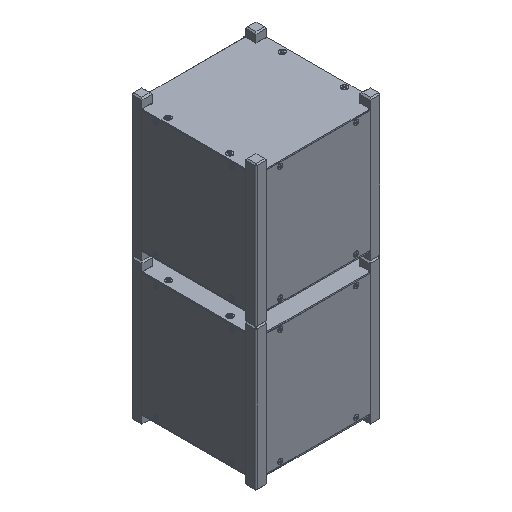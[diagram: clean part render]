
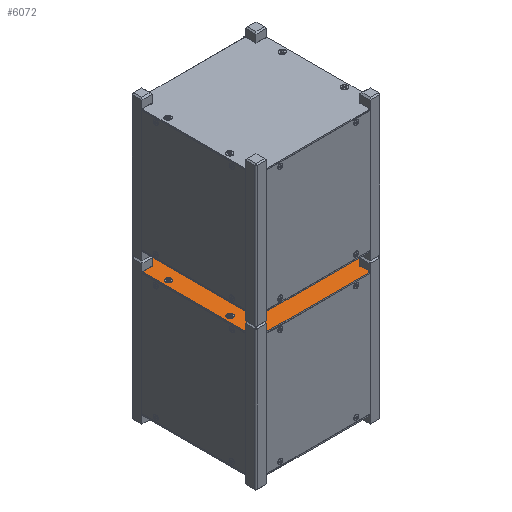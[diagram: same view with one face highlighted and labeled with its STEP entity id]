
A CAD part, isometric view. The second image highlights one B-rep face of the part: STEP entity #6072.
In plain terms, the highlighted face is planar.
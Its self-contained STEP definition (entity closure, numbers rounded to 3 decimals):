
#6072=ADVANCED_FACE('',(#14013,#14015,#14017,#14019,#14021),#14023,.T.);
#14013=FACE_BOUND('',#14014,.T.);
#14014=EDGE_LOOP('',(#22952,#22953,#22954,#22955,#22956,#22957,#22958,#22959,#22960,
#22961,#22962,#22963));
#14015=FACE_BOUND('',#14016,.T.);
#14016=EDGE_LOOP('',(#22964,#22965,#22966));
#14017=FACE_BOUND('',#14018,.T.);
#14018=EDGE_LOOP('',(#22967,#22968,#22969));
#14019=FACE_BOUND('',#14020,.T.);
#14020=EDGE_LOOP('',(#22970,#22971,#22972));
#14021=FACE_BOUND('',#14022,.T.);
#14022=EDGE_LOOP('',(#22973,#22974,#22975));
#14023=PLANE('',#14024);
#14024=AXIS2_PLACEMENT_3D('',#14025,#14026,#14027);
#14025=CARTESIAN_POINT('',(-41.5,1.,50.));
#14026=DIRECTION('',(0.,1.,0.));
#14027=DIRECTION('',(0.984,0.,-0.176));
#22952=ORIENTED_EDGE('',*,*,#27766,.T.);
#22953=ORIENTED_EDGE('',*,*,#27767,.T.);
#22954=ORIENTED_EDGE('',*,*,#27768,.T.);
#22955=ORIENTED_EDGE('',*,*,#27769,.T.);
#22956=ORIENTED_EDGE('',*,*,#27770,.T.);
#22957=ORIENTED_EDGE('',*,*,#27771,.T.);
#22958=ORIENTED_EDGE('',*,*,#27772,.T.);
#22959=ORIENTED_EDGE('',*,*,#27773,.T.);
#22960=ORIENTED_EDGE('',*,*,#27774,.T.);
#22961=ORIENTED_EDGE('',*,*,#27775,.T.);
#22962=ORIENTED_EDGE('',*,*,#27776,.T.);
#22963=ORIENTED_EDGE('',*,*,#27777,.T.);
#22964=ORIENTED_EDGE('',*,*,#27778,.T.);
#22965=ORIENTED_EDGE('',*,*,#27779,.T.);
#22966=ORIENTED_EDGE('',*,*,#27780,.T.);
#22967=ORIENTED_EDGE('',*,*,#27781,.T.);
#22968=ORIENTED_EDGE('',*,*,#27782,.T.);
#22969=ORIENTED_EDGE('',*,*,#27783,.T.);
#22970=ORIENTED_EDGE('',*,*,#27784,.T.);
#22971=ORIENTED_EDGE('',*,*,#27785,.T.);
#22972=ORIENTED_EDGE('',*,*,#27786,.T.);
#22973=ORIENTED_EDGE('',*,*,#27787,.T.);
#22974=ORIENTED_EDGE('',*,*,#27788,.T.);
#22975=ORIENTED_EDGE('',*,*,#27789,.T.);
#27766=EDGE_CURVE('',#31601,#31602,#31603,.T.);
#27767=EDGE_CURVE('',#31602,#31604,#31605,.T.);
#27768=EDGE_CURVE('',#31604,#31606,#31607,.T.);
#27769=EDGE_CURVE('',#31608,#31609,#31610,.T.);
#27770=EDGE_CURVE('',#31609,#31611,#31612,.T.);
#27771=EDGE_CURVE('',#31611,#31613,#31614,.T.);
#27772=EDGE_CURVE('',#31613,#31615,#31616,.T.);
#27773=EDGE_CURVE('',#31615,#31617,#31618,.T.);
#27774=EDGE_CURVE('',#31617,#31619,#31620,.T.);
#27775=EDGE_CURVE('',#31621,#31622,#31623,.T.);
#27776=EDGE_CURVE('',#31622,#31624,#31625,.T.);
#27777=EDGE_CURVE('',#31626,#31601,#31627,.T.);
#27778=EDGE_CURVE('',#31628,#31595,#31629,.F.);
#27779=EDGE_CURVE('',#31598,#31589,#31630,.F.);
#27780=EDGE_CURVE('',#31592,#31628,#31631,.F.);
#27781=EDGE_CURVE('',#31632,#31559,#31633,.F.);
#27782=EDGE_CURVE('',#31562,#31553,#31634,.F.);
#27783=EDGE_CURVE('',#31556,#31632,#31635,.F.);
#27784=EDGE_CURVE('',#31586,#31636,#31637,.F.);
#27785=EDGE_CURVE('',#31636,#31577,#31638,.F.);
#27786=EDGE_CURVE('',#31580,#31583,#31639,.F.);
#27787=EDGE_CURVE('',#31574,#31640,#31641,.F.);
#27788=EDGE_CURVE('',#31640,#31565,#31642,.F.);
#27789=EDGE_CURVE('',#31568,#31571,#31643,.F.);
#31553=VERTEX_POINT('',#41637);
#31556=VERTEX_POINT('',#41642);
#31559=VERTEX_POINT('',#41649);
#31562=VERTEX_POINT('',#41654);
#31565=VERTEX_POINT('',#41661);
#31568=VERTEX_POINT('',#41666);
#31571=VERTEX_POINT('',#41673);
#31574=VERTEX_POINT('',#41678);
#31577=VERTEX_POINT('',#41685);
#31580=VERTEX_POINT('',#41690);
#31583=VERTEX_POINT('',#41697);
#31586=VERTEX_POINT('',#41702);
#31589=VERTEX_POINT('',#41709);
#31592=VERTEX_POINT('',#41714);
#31595=VERTEX_POINT('',#41721);
#31598=VERTEX_POINT('',#41726);
#31601=VERTEX_POINT('',#41733);
#31602=VERTEX_POINT('',#41734);
#31603=LINE('',#41735,#41736);
#31604=VERTEX_POINT('',#41738);
#31605=LINE('',#41739,#41740);
#31606=VERTEX_POINT('',#41742);
#31607=LINE('',#41743,#41744);
#31608=VERTEX_POINT('',#41746);
#31609=VERTEX_POINT('',#41747);
#31610=LINE('',#41748,#41749);
#31611=VERTEX_POINT('',#41751);
#31612=LINE('',#41752,#41753);
#31613=VERTEX_POINT('',#41755);
#31614=LINE('',#41756,#41757);
#31615=VERTEX_POINT('',#41759);
#31616=LINE('',#41760,#41761);
#31617=VERTEX_POINT('',#41763);
#31618=LINE('',#41764,#41765);
#31619=VERTEX_POINT('',#41767);
#31620=LINE('',#41768,#41769);
#31621=VERTEX_POINT('',#41771);
#31622=VERTEX_POINT('',#41772);
#31623=LINE('',#41773,#41774);
#31624=VERTEX_POINT('',#41776);
#31625=LINE('',#41777,#41778);
#31626=VERTEX_POINT('',#41780);
#31627=LINE('',#41781,#41782);
#31628=VERTEX_POINT('',#41784);
#31629=CIRCLE('',#41785,1.25);
#31630=CIRCLE('',#41789,1.25);
#31631=CIRCLE('',#41793,1.25);
#31632=VERTEX_POINT('',#41797);
#31633=CIRCLE('',#41798,1.25);
#31634=CIRCLE('',#41802,1.25);
#31635=CIRCLE('',#41806,1.25);
#31636=VERTEX_POINT('',#41810);
#31637=CIRCLE('',#41811,1.25);
#31638=CIRCLE('',#41815,1.25);
#31639=CIRCLE('',#41819,1.25);
#31640=VERTEX_POINT('',#41823);
#31641=CIRCLE('',#41824,1.25);
#31642=CIRCLE('',#41828,1.25);
#31643=CIRCLE('',#41832,1.25);
#41637=CARTESIAN_POINT('',(23.816,1.,44.866));
#41642=CARTESIAN_POINT('',(23.816,1.,44.866));
#41649=CARTESIAN_POINT('',(23.816,1.,46.634));
#41654=CARTESIAN_POINT('',(23.816,1.,46.634));
#41661=CARTESIAN_POINT('',(-23.816,1.,44.866));
#41666=CARTESIAN_POINT('',(-23.816,1.,44.866));
#41673=CARTESIAN_POINT('',(-23.816,1.,46.634));
#41678=CARTESIAN_POINT('',(-23.816,1.,46.634));
#41685=CARTESIAN_POINT('',(-23.816,1.,-46.634));
#41690=CARTESIAN_POINT('',(-23.816,1.,-46.634));
#41697=CARTESIAN_POINT('',(-23.816,1.,-44.866));
#41702=CARTESIAN_POINT('',(-23.816,1.,-44.866));
#41709=CARTESIAN_POINT('',(23.816,1.,-46.634));
#41714=CARTESIAN_POINT('',(23.816,1.,-46.634));
#41721=CARTESIAN_POINT('',(23.816,1.,-44.866));
#41726=CARTESIAN_POINT('',(23.816,1.,-44.866));
#41733=CARTESIAN_POINT('',(-41.5,1.,41.5));
#41734=CARTESIAN_POINT('',(-41.5,1.,50.));
#41735=CARTESIAN_POINT('',(-41.5,1.,41.5));
#41736=VECTOR('',#41737,1.);
#41737=DIRECTION('',(0.,0.,1.));
#41738=CARTESIAN_POINT('',(41.5,1.,50.));
#41739=CARTESIAN_POINT('',(-41.5,1.,50.));
#41740=VECTOR('',#41741,1.);
#41741=DIRECTION('',(1.,0.,0.));
#41742=CARTESIAN_POINT('',(41.5,1.,41.5));
#41743=CARTESIAN_POINT('',(41.5,1.,50.));
#41744=VECTOR('',#41745,1.);
#41745=DIRECTION('',(0.,0.,-1.));
#41746=CARTESIAN_POINT('',(41.5,1.,41.5));
#41747=CARTESIAN_POINT('',(50.,1.,41.5));
#41748=CARTESIAN_POINT('',(41.5,1.,41.5));
#41749=VECTOR('',#41750,1.);
#41750=DIRECTION('',(1.,0.,0.));
#41751=CARTESIAN_POINT('',(50.,1.,-41.5));
#41752=CARTESIAN_POINT('',(50.,1.,41.5));
#41753=VECTOR('',#41754,1.);
#41754=DIRECTION('',(0.,0.,-1.));
#41755=CARTESIAN_POINT('',(41.5,1.,-41.5));
#41756=CARTESIAN_POINT('',(50.,1.,-41.5));
#41757=VECTOR('',#41758,1.);
#41758=DIRECTION('',(-1.,0.,0.));
#41759=CARTESIAN_POINT('',(41.5,1.,-50.));
#41760=CARTESIAN_POINT('',(41.5,1.,-41.5));
#41761=VECTOR('',#41762,1.);
#41762=DIRECTION('',(0.,0.,-1.));
#41763=CARTESIAN_POINT('',(-41.5,1.,-50.));
#41764=CARTESIAN_POINT('',(41.5,1.,-50.));
#41765=VECTOR('',#41766,1.);
#41766=DIRECTION('',(-1.,0.,0.));
#41767=CARTESIAN_POINT('',(-41.5,1.,-41.5));
#41768=CARTESIAN_POINT('',(-41.5,1.,-50.));
#41769=VECTOR('',#41770,1.);
#41770=DIRECTION('',(0.,0.,1.));
#41771=CARTESIAN_POINT('',(-41.5,1.,-41.5));
#41772=CARTESIAN_POINT('',(-50.,1.,-41.5));
#41773=CARTESIAN_POINT('',(-41.5,1.,-41.5));
#41774=VECTOR('',#41775,1.);
#41775=DIRECTION('',(-1.,0.,0.));
#41776=CARTESIAN_POINT('',(-50.,1.,41.5));
#41777=CARTESIAN_POINT('',(-50.,1.,-41.5));
#41778=VECTOR('',#41779,1.);
#41779=DIRECTION('',(0.,0.,1.));
#41780=CARTESIAN_POINT('',(-50.,1.,41.5));
#41781=CARTESIAN_POINT('',(-50.,1.,41.5));
#41782=VECTOR('',#41783,1.);
#41783=DIRECTION('',(1.,0.,0.));
#41784=CARTESIAN_POINT('',(24.7,1.,-44.5));
#41785=AXIS2_PLACEMENT_3D('',#41786,#41787,#41788);
#41786=CARTESIAN_POINT('',(24.7,1.,-45.75));
#41787=DIRECTION('',(0.,1.,0.));
#41788=DIRECTION('',(-0.707,0.,0.707));
#41789=AXIS2_PLACEMENT_3D('',#41790,#41791,#41792);
#41790=CARTESIAN_POINT('',(24.7,1.,-45.75));
#41791=DIRECTION('',(0.,1.,0.));
#41792=DIRECTION('',(-0.707,0.,-0.707));
#41793=AXIS2_PLACEMENT_3D('',#41794,#41795,#41796);
#41794=CARTESIAN_POINT('',(24.7,1.,-45.75));
#41795=DIRECTION('',(0.,1.,0.));
#41796=DIRECTION('',(0.,0.,1.));
#41797=CARTESIAN_POINT('',(24.7,1.,47.));
#41798=AXIS2_PLACEMENT_3D('',#41799,#41800,#41801);
#41799=CARTESIAN_POINT('',(24.7,1.,45.75));
#41800=DIRECTION('',(0.,1.,0.));
#41801=DIRECTION('',(-0.707,0.,0.707));
#41802=AXIS2_PLACEMENT_3D('',#41803,#41804,#41805);
#41803=CARTESIAN_POINT('',(24.7,1.,45.75));
#41804=DIRECTION('',(0.,1.,0.));
#41805=DIRECTION('',(-0.707,0.,-0.707));
#41806=AXIS2_PLACEMENT_3D('',#41807,#41808,#41809);
#41807=CARTESIAN_POINT('',(24.7,1.,45.75));
#41808=DIRECTION('',(0.,1.,0.));
#41809=DIRECTION('',(0.,0.,1.));
#41810=CARTESIAN_POINT('',(-24.7,1.,-44.5));
#41811=AXIS2_PLACEMENT_3D('',#41812,#41813,#41814);
#41812=CARTESIAN_POINT('',(-24.7,1.,-45.75));
#41813=DIRECTION('',(0.,1.,0.));
#41814=DIRECTION('',(0.,0.,1.));
#41815=AXIS2_PLACEMENT_3D('',#41816,#41817,#41818);
#41816=CARTESIAN_POINT('',(-24.7,1.,-45.75));
#41817=DIRECTION('',(0.,1.,0.));
#41818=DIRECTION('',(0.707,0.,-0.707));
#41819=AXIS2_PLACEMENT_3D('',#41820,#41821,#41822);
#41820=CARTESIAN_POINT('',(-24.7,1.,-45.75));
#41821=DIRECTION('',(0.,1.,0.));
#41822=DIRECTION('',(0.707,0.,0.707));
#41823=CARTESIAN_POINT('',(-24.7,1.,47.));
#41824=AXIS2_PLACEMENT_3D('',#41825,#41826,#41827);
#41825=CARTESIAN_POINT('',(-24.7,1.,45.75));
#41826=DIRECTION('',(0.,1.,0.));
#41827=DIRECTION('',(0.,0.,1.));
#41828=AXIS2_PLACEMENT_3D('',#41829,#41830,#41831);
#41829=CARTESIAN_POINT('',(-24.7,1.,45.75));
#41830=DIRECTION('',(0.,1.,0.));
#41831=DIRECTION('',(0.707,0.,-0.707));
#41832=AXIS2_PLACEMENT_3D('',#41833,#41834,#41835);
#41833=CARTESIAN_POINT('',(-24.7,1.,45.75));
#41834=DIRECTION('',(0.,1.,0.));
#41835=DIRECTION('',(0.707,0.,0.707));
